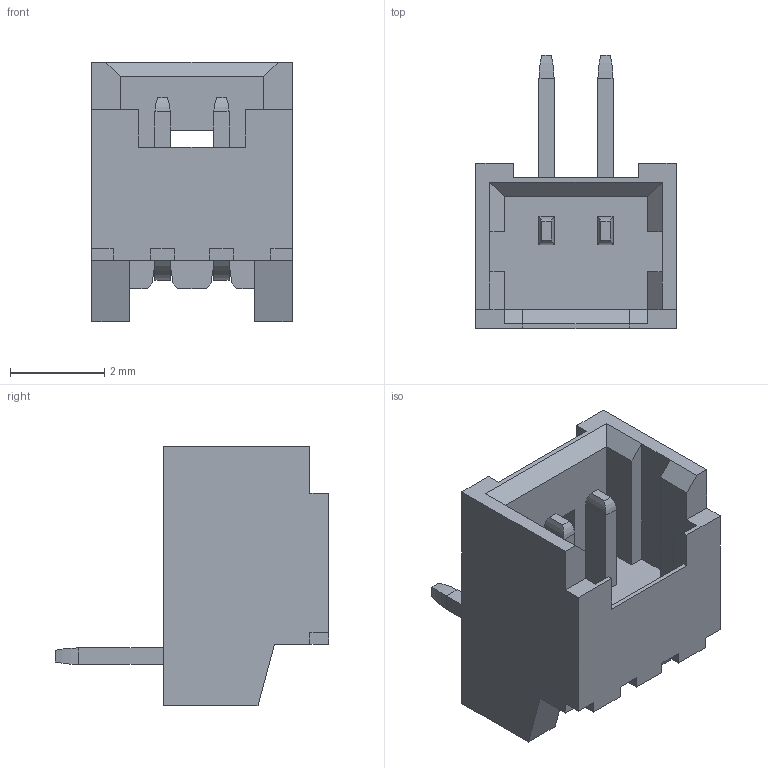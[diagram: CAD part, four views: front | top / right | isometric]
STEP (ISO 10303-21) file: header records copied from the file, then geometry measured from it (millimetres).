
FILE_DESCRIPTION(('STEP AP242'),'1');
FILE_NAME('70372589.stp','2023-06-15T02:49:48',('TraceParts'),('TraceParts S.A.'),'Spatial InterOp 3D',' ',' ');
FILE_SCHEMA(('AP242_MANAGED_MODEL_BASED_3D_ENGINEERING_MIM_LF {1 0 10303 442 1 1 4}'));
Length unit declared in the file: millimetre
Products named in the file (1): 70372589_1
Bounding box: 4.25 x 5.8 x 5.5 mm (x, y, z)
Volume: 39.3 mm3; surface area: 155 mm2
Topology: 1 solids, 1 shells, 116 faces, 318 edges, 210 vertices
Faces by surface type: plane 96, bspline 16, cylinder 4
Entity records: 4012 total; most frequent: CARTESIAN_POINT 1130, ORIENTED_EDGE 628, DIRECTION 514, EDGE_CURVE 314, LINE 286, VECTOR 286, VERTEX_POINT 202, EDGE_LOOP 120
